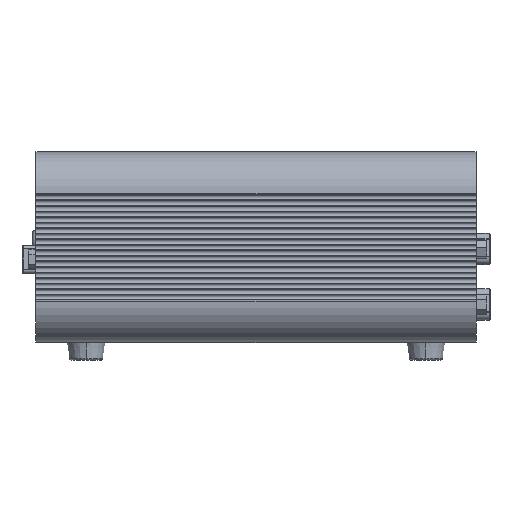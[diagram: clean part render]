
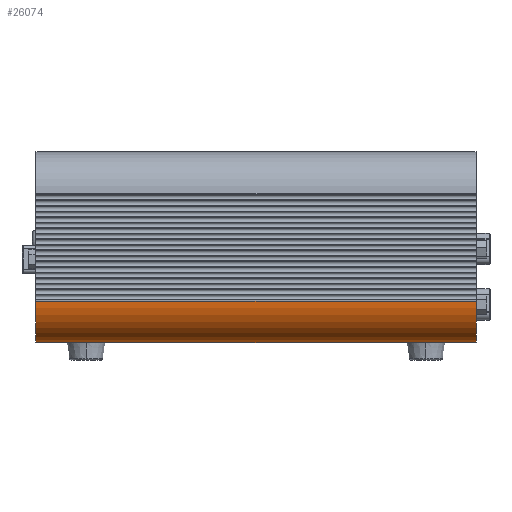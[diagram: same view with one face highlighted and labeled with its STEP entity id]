
A CAD part, left-side view. The second image highlights one B-rep face of the part: STEP entity #26074.
In plain terms, the highlighted cylindrical face has radius 12 mm (diameter 24 mm), a partial arc.
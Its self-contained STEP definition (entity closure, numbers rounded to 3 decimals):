
#2692 = DIRECTION ( 'NONE',  ( 0., 1., 0. ) ) ;
#4083 = VERTEX_POINT ( 'NONE', #5719 ) ;
#5719 = CARTESIAN_POINT ( 'NONE',  ( -77., -63.5, 0. ) ) ;
#6597 = DIRECTION ( 'NONE',  ( 0., -1., 0. ) ) ;
#7334 = AXIS2_PLACEMENT_3D ( 'NONE', #9707, #2692, #40593 ) ;
#9288 = VERTEX_POINT ( 'NONE', #40609 ) ;
#9707 = CARTESIAN_POINT ( 'NONE',  ( -77., 63.5, 12. ) ) ;
#15099 = FACE_OUTER_BOUND ( 'NONE', #20117, .T. ) ;
#17929 = ORIENTED_EDGE ( 'NONE', *, *, #24418, .F. ) ;
#18640 = CARTESIAN_POINT ( 'NONE',  ( -77., 0., 0. ) ) ;
#18757 = EDGE_CURVE ( 'NONE', #4083, #38220, #42031, .T. ) ;
#19435 = VECTOR ( 'NONE', #44238, 1000. ) ;
#20117 = EDGE_LOOP ( 'NONE', ( #44114, #33920, #17929, #36898 ) ) ;
#20982 = DIRECTION ( 'NONE',  ( 0., -1., 0. ) ) ;
#23969 = CIRCLE ( 'NONE', #33139, 12. ) ;
#24205 = CIRCLE ( 'NONE', #7334, 12. ) ;
#24323 = CARTESIAN_POINT ( 'NONE',  ( -89., -63.5, 12. ) ) ;
#24418 = EDGE_CURVE ( 'NONE', #40099, #4083, #23969, .T. ) ;
#24752 = AXIS2_PLACEMENT_3D ( 'NONE', #27314, #6597, #41175 ) ;
#25347 = DIRECTION ( 'NONE',  ( 0., 1., 0. ) ) ;
#26074 = ADVANCED_FACE ( 'NONE', ( #15099 ), #29220, .T. ) ;
#27314 = CARTESIAN_POINT ( 'NONE',  ( -77., 63.5, 12. ) ) ;
#27479 = CARTESIAN_POINT ( 'NONE',  ( -77., 63.5, 0. ) ) ;
#29220 = CYLINDRICAL_SURFACE ( 'NONE', #24752, 12. ) ;
#32744 = VECTOR ( 'NONE', #25347, 1000. ) ;
#33139 = AXIS2_PLACEMENT_3D ( 'NONE', #41959, #20982, #35225 ) ;
#33920 = ORIENTED_EDGE ( 'NONE', *, *, #18757, .F. ) ;
#34021 = CARTESIAN_POINT ( 'NONE',  ( -89., 63.5, 12. ) ) ;
#35225 = DIRECTION ( 'NONE',  ( 0., 0., 1. ) ) ;
#36877 = EDGE_CURVE ( 'NONE', #9288, #40099, #42281, .T. ) ;
#36898 = ORIENTED_EDGE ( 'NONE', *, *, #36877, .F. ) ;
#38220 = VERTEX_POINT ( 'NONE', #27479 ) ;
#38375 = EDGE_CURVE ( 'NONE', #38220, #9288, #24205, .T. ) ;
#40099 = VERTEX_POINT ( 'NONE', #24323 ) ;
#40593 = DIRECTION ( 'NONE',  ( 0., 0., -1. ) ) ;
#40609 = CARTESIAN_POINT ( 'NONE',  ( -89., 63.5, 12. ) ) ;
#41175 = DIRECTION ( 'NONE',  ( 1., 0., 0. ) ) ;
#41959 = CARTESIAN_POINT ( 'NONE',  ( -77., -63.5, 12. ) ) ;
#42031 = LINE ( 'NONE', #18640, #32744 ) ;
#42281 = LINE ( 'NONE', #34021, #19435 ) ;
#44114 = ORIENTED_EDGE ( 'NONE', *, *, #38375, .F. ) ;
#44238 = DIRECTION ( 'NONE',  ( 0., -1., 0. ) ) ;
